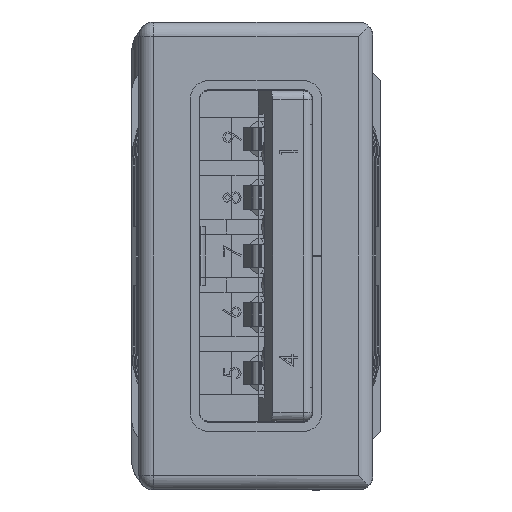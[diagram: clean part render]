
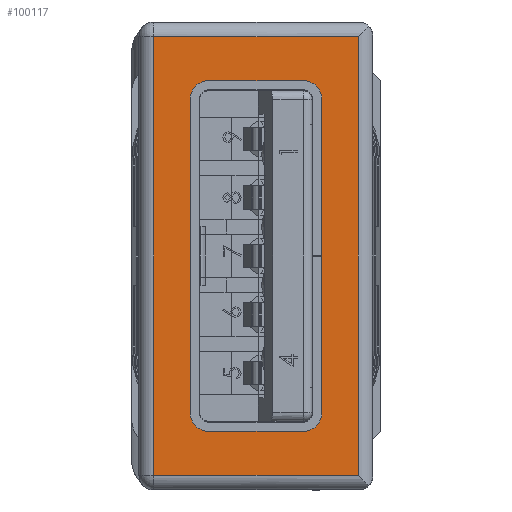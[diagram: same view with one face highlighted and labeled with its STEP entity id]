
A CAD part, left-side view. The second image highlights one B-rep face of the part: STEP entity #100117.
In plain terms, the highlighted face is planar.
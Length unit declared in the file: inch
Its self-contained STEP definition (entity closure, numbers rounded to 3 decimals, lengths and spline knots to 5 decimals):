
#859 = PLANE ( 'NONE',  #11197 ) ;
#1993 = VERTEX_POINT ( 'NONE', #55023 ) ;
#3970 = VERTEX_POINT ( 'NONE', #34689 ) ;
#4768 = VECTOR ( 'NONE', #96776, 39.37008 ) ;
#5204 = CARTESIAN_POINT ( 'NONE',  ( -0.29528, -0.1378, -0.47244 ) ) ;
#8687 = EDGE_CURVE ( 'NONE', #28746, #50552, #61791, .T. ) ;
#9041 = CARTESIAN_POINT ( 'NONE',  ( 0.29528, 0.1378, -0.47244 ) ) ;
#11197 = AXIS2_PLACEMENT_3D ( 'NONE', #66124, #99290, #34052 ) ;
#12654 = CIRCLE ( 'NONE', #25772, 0.0252 ) ;
#12853 = DIRECTION ( 'NONE',  ( 0., -1., 0. ) ) ;
#14530 = CARTESIAN_POINT ( 'NONE',  ( 0.21102, 0.08858, -0.47244 ) ) ;
#17716 = ORIENTED_EDGE ( 'NONE', *, *, #80243, .T. ) ;
#22148 = CARTESIAN_POINT ( 'NONE',  ( -0.21102, 0.06339, -0.47244 ) ) ;
#24841 = DIRECTION ( 'NONE',  ( 0., 0., 1. ) ) ;
#24869 = EDGE_CURVE ( 'NONE', #85205, #1993, #65380, .T. ) ;
#25682 = LINE ( 'NONE', #98734, #44823 ) ;
#25732 = VECTOR ( 'NONE', #71341, 39.37008 ) ;
#25772 = AXIS2_PLACEMENT_3D ( 'NONE', #82588, #24841, #74419 ) ;
#26311 = CARTESIAN_POINT ( 'NONE',  ( -0.21102, 0.08858, -0.47244 ) ) ;
#26409 = EDGE_LOOP ( 'NONE', ( #38443, #49412, #37371, #17716 ) ) ;
#26581 = AXIS2_PLACEMENT_3D ( 'NONE', #89416, #56593, #104746 ) ;
#28091 = LINE ( 'NONE', #78170, #59986 ) ;
#28746 = VERTEX_POINT ( 'NONE', #41342 ) ;
#29778 = DIRECTION ( 'NONE',  ( -1., 0., 0. ) ) ;
#32276 = EDGE_CURVE ( 'NONE', #69879, #38825, #25682, .T. ) ;
#34052 = DIRECTION ( 'NONE',  ( -1., 0., 0. ) ) ;
#34496 = CARTESIAN_POINT ( 'NONE',  ( 0.31496, -0.1378, -0.47244 ) ) ;
#34689 = CARTESIAN_POINT ( 'NONE',  ( -0.29528, 0.1378, -0.47244 ) ) ;
#35977 = LINE ( 'NONE', #39223, #25732 ) ;
#36028 = VECTOR ( 'NONE', #91884, 39.37008 ) ;
#37371 = ORIENTED_EDGE ( 'NONE', *, *, #45800, .T. ) ;
#38192 = DIRECTION ( 'NONE',  ( -1., 0., 0. ) ) ;
#38443 = ORIENTED_EDGE ( 'NONE', *, *, #89823, .T. ) ;
#38825 = VERTEX_POINT ( 'NONE', #103201 ) ;
#39059 = CARTESIAN_POINT ( 'NONE',  ( -0.21102, -0.08858, -0.47244 ) ) ;
#39223 = CARTESIAN_POINT ( 'NONE',  ( 0.29528, 0.15748, -0.47244 ) ) ;
#39339 = CARTESIAN_POINT ( 'NONE',  ( 0.23622, 0.06339, -0.47244 ) ) ;
#40096 = EDGE_CURVE ( 'NONE', #38825, #28746, #12654, .T. ) ;
#40932 = ORIENTED_EDGE ( 'NONE', *, *, #69849, .F. ) ;
#41342 = CARTESIAN_POINT ( 'NONE',  ( 0.23622, -0.06339, -0.47244 ) ) ;
#43730 = VECTOR ( 'NONE', #83342, 39.37008 ) ;
#44823 = VECTOR ( 'NONE', #82027, 39.37008 ) ;
#45800 = EDGE_CURVE ( 'NONE', #84159, #66281, #35977, .T. ) ;
#46352 = DIRECTION ( 'NONE',  ( 0., 1., 0. ) ) ;
#46378 = VECTOR ( 'NONE', #78328, 39.37008 ) ;
#47381 = VERTEX_POINT ( 'NONE', #56014 ) ;
#49412 = ORIENTED_EDGE ( 'NONE', *, *, #105298, .T. ) ;
#50552 = VERTEX_POINT ( 'NONE', #39339 ) ;
#51414 = VERTEX_POINT ( 'NONE', #5204 ) ;
#52586 = AXIS2_PLACEMENT_3D ( 'NONE', #53657, #54019, #29778 ) ;
#53657 = CARTESIAN_POINT ( 'NONE',  ( -0.21102, -0.06339, -0.47244 ) ) ;
#54019 = DIRECTION ( 'NONE',  ( 0., 0., 1. ) ) ;
#55014 = CIRCLE ( 'NONE', #52586, 0.0252 ) ;
#55023 = CARTESIAN_POINT ( 'NONE',  ( -0.21102, 0.08858, -0.47244 ) ) ;
#55183 = EDGE_CURVE ( 'NONE', #1993, #92822, #56303, .T. ) ;
#55206 = FACE_BOUND ( 'NONE', #83081, .T. ) ;
#56014 = CARTESIAN_POINT ( 'NONE',  ( -0.23622, -0.06339, -0.47244 ) ) ;
#56126 = CARTESIAN_POINT ( 'NONE',  ( -0.23622, -0.06339, -0.47244 ) ) ;
#56303 = CIRCLE ( 'NONE', #56492, 0.0252 ) ;
#56492 = AXIS2_PLACEMENT_3D ( 'NONE', #22148, #63108, #38192 ) ;
#56593 = DIRECTION ( 'NONE',  ( 0., 0., 1. ) ) ;
#59986 = VECTOR ( 'NONE', #12853, 39.37008 ) ;
#61791 = LINE ( 'NONE', #84877, #72079 ) ;
#63108 = DIRECTION ( 'NONE',  ( 0., 0., 1. ) ) ;
#64111 = FACE_OUTER_BOUND ( 'NONE', #26409, .T. ) ;
#65152 = CARTESIAN_POINT ( 'NONE',  ( 0.29528, -0.1378, -0.47244 ) ) ;
#65380 = LINE ( 'NONE', #26311, #43730 ) ;
#66124 = CARTESIAN_POINT ( 'NONE',  ( 0.31496, 0.15748, -0.47244 ) ) ;
#66281 = VERTEX_POINT ( 'NONE', #9041 ) ;
#69579 = ORIENTED_EDGE ( 'NONE', *, *, #32276, .F. ) ;
#69849 = EDGE_CURVE ( 'NONE', #92822, #47381, #92884, .T. ) ;
#69879 = VERTEX_POINT ( 'NONE', #39059 ) ;
#70107 = CARTESIAN_POINT ( 'NONE',  ( -0.23622, 0.06339, -0.47244 ) ) ;
#71341 = DIRECTION ( 'NONE',  ( 0., 1., 0. ) ) ;
#71369 = ORIENTED_EDGE ( 'NONE', *, *, #24869, .F. ) ;
#72079 = VECTOR ( 'NONE', #46352, 39.37008 ) ;
#74419 = DIRECTION ( 'NONE',  ( 1., 0., 0. ) ) ;
#74642 = EDGE_CURVE ( 'NONE', #50552, #85205, #89887, .T. ) ;
#78170 = CARTESIAN_POINT ( 'NONE',  ( -0.29528, -0.15748, -0.47244 ) ) ;
#78328 = DIRECTION ( 'NONE',  ( -1., 0., 0. ) ) ;
#80243 = EDGE_CURVE ( 'NONE', #66281, #3970, #80867, .T. ) ;
#80686 = ORIENTED_EDGE ( 'NONE', *, *, #40096, .F. ) ;
#80867 = LINE ( 'NONE', #84426, #46378 ) ;
#82027 = DIRECTION ( 'NONE',  ( 1., 0., 0. ) ) ;
#82588 = CARTESIAN_POINT ( 'NONE',  ( 0.21102, -0.06339, -0.47244 ) ) ;
#83081 = EDGE_LOOP ( 'NONE', ( #71369, #104582, #94165, #80686, #69579, #88782, #40932, #94125 ) ) ;
#83342 = DIRECTION ( 'NONE',  ( -1., 0., 0. ) ) ;
#84159 = VERTEX_POINT ( 'NONE', #65152 ) ;
#84426 = CARTESIAN_POINT ( 'NONE',  ( -0.31496, 0.1378, -0.47244 ) ) ;
#84877 = CARTESIAN_POINT ( 'NONE',  ( 0.23622, -0.06339, -0.47244 ) ) ;
#85205 = VERTEX_POINT ( 'NONE', #14530 ) ;
#88782 = ORIENTED_EDGE ( 'NONE', *, *, #105597, .F. ) ;
#89416 = CARTESIAN_POINT ( 'NONE',  ( 0.21102, 0.06339, -0.47244 ) ) ;
#89823 = EDGE_CURVE ( 'NONE', #3970, #51414, #28091, .T. ) ;
#89887 = CIRCLE ( 'NONE', #26581, 0.0252 ) ;
#91884 = DIRECTION ( 'NONE',  ( 1., 0., 0. ) ) ;
#92822 = VERTEX_POINT ( 'NONE', #70107 ) ;
#92884 = LINE ( 'NONE', #56126, #4768 ) ;
#93403 = LINE ( 'NONE', #34496, #36028 ) ;
#94125 = ORIENTED_EDGE ( 'NONE', *, *, #55183, .F. ) ;
#94165 = ORIENTED_EDGE ( 'NONE', *, *, #8687, .F. ) ;
#96776 = DIRECTION ( 'NONE',  ( 0., -1., 0. ) ) ;
#98734 = CARTESIAN_POINT ( 'NONE',  ( -0.21102, -0.08858, -0.47244 ) ) ;
#99290 = DIRECTION ( 'NONE',  ( 0., 0., -1. ) ) ;
#100117 = ADVANCED_FACE ( '?1', ( #55206, #64111 ), #859, .F. ) ;
#103201 = CARTESIAN_POINT ( 'NONE',  ( 0.21102, -0.08858, -0.47244 ) ) ;
#104582 = ORIENTED_EDGE ( 'NONE', *, *, #74642, .F. ) ;
#104746 = DIRECTION ( 'NONE',  ( -1., 0., 0. ) ) ;
#105298 = EDGE_CURVE ( 'NONE', #51414, #84159, #93403, .T. ) ;
#105597 = EDGE_CURVE ( 'NONE', #47381, #69879, #55014, .T. ) ;
